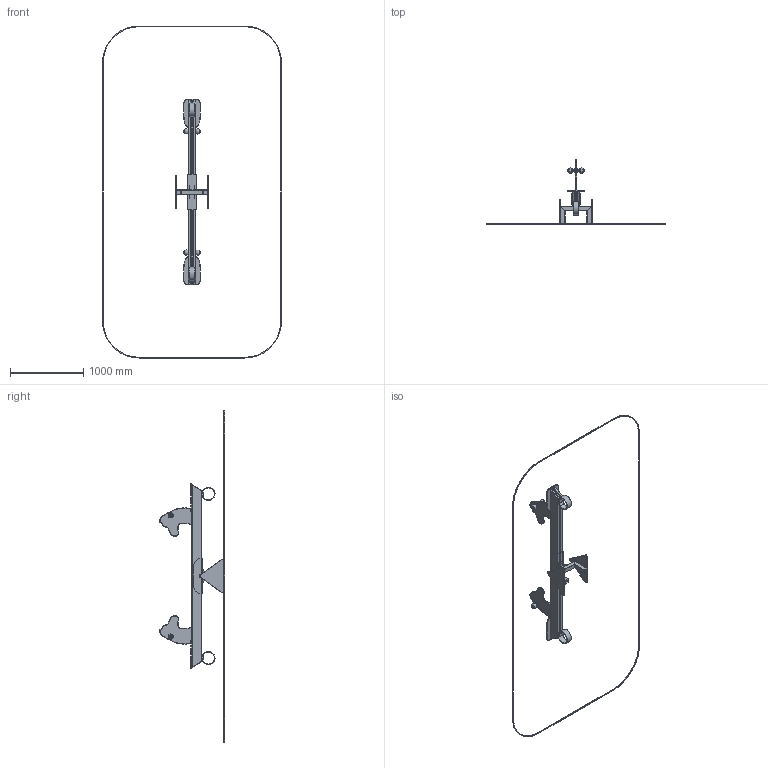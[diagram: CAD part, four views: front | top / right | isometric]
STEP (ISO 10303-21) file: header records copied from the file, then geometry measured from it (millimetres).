
FILE_DESCRIPTION(('STEP AP214'), '1');
FILE_NAME('Êà÷àëêà-áàëàíñèð ÊÁ-57.1', '', ('UNSPECIFIED'), ('UNSPECIFIED'), 'C3D Converter', 'C3D Toolkit', '');
FILE_SCHEMA(('AUTOMOTIVE_DESIGN { 1 0 10303 214 3 1 1}'));
Length unit declared in the file: millimetre
Products named in the file (24): КБ-57.1-00.00.00; КБ-57.1-02.00.00; КБ-57.1-02.00.01-5064; КБ-57.1-02.00.02; КБ-57.1-02.00.03; КБ-57.1-02.00.04; КБ-57.1-02.00.05; РЧБКК; КБ-57.1-02.00.06; КБ-57.1-01.00.00; КБ-57-01.00.00-7024; КБ-57-01.00.02; КБ-57-01.00.01; КБ-124.00.01.01; КБ-57-01.00.03; КБ-57-01.00.04; ММГН-04.01.08; КБ-57-03.00.00-7024; КБ-101М.02.01; КБ-57-03.00.01; КБ-57-03.00.02; КБ-57-03.00.03; КБ-57-00.00.01
Assembly tree (46 placements, depth 4):
  КБ-57.1-00.00.00
    КБ-57.1-02.00.00
      КБ-57.1-02.00.01-5064  x2
      КБ-57.1-02.00.02  x2
      КБ-57.1-02.00.03  x2
      КБ-57.1-02.00.04  x2
      КБ-57.1-02.00.05  x2
      РЧБКК  x4
      КБ-57.1-02.00.06
    КБ-57.1-01.00.00
      КБ-57-01.00.00-7024
        КБ-57-01.00.02
        КБ-57-01.00.01
        КБ-124.00.01.01  x4
        КБ-57-01.00.03  x2
        КБ-57-01.00.04  x2
        ММГН-04.01.08  x8
        КБ-57-01.00.01
      КБ-57-03.00.00-7024
        КБ-101М.02.01
        КБ-57-03.00.01  x2
        КБ-57-03.00.02
        КБ-57-03.00.03  x2
      КБ-57-00.00.01  x2
Bounding box: 2444 x 892.18 x 4530.62 mm (x, y, z)
Volume: 44865452.4 mm3; surface area: 5321239.6 mm2
Topology: 37 solids, 37 shells, 663 faces, 1483 edges, 858 vertices
Faces by surface type: cylinder 255, plane 254, torus 96, bspline 32, sphere 24, extrusion 2
Full cylindrical faces by diameter (mm): 11 x4, 30 x44, 40 x1, 47 x4, 58 x4
Entity records: 21479 total; most frequent: CARTESIAN_POINT 11456, DIRECTION 1567, ORIENTED_EDGE 1384, EDGE_CURVE 692, AXIS2_PLACEMENT_3D 586, VERTEX_POINT 436, VECTOR 395, LINE 394
